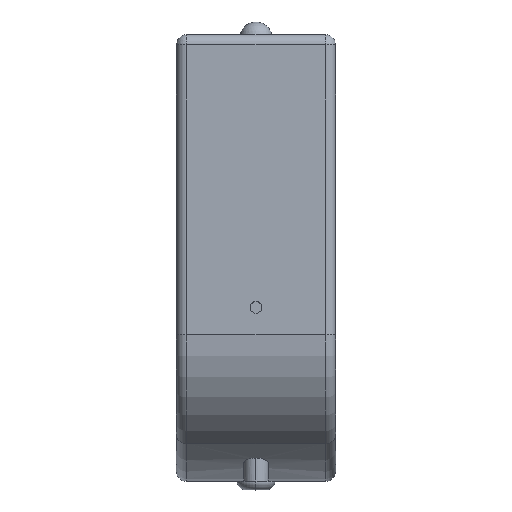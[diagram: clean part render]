
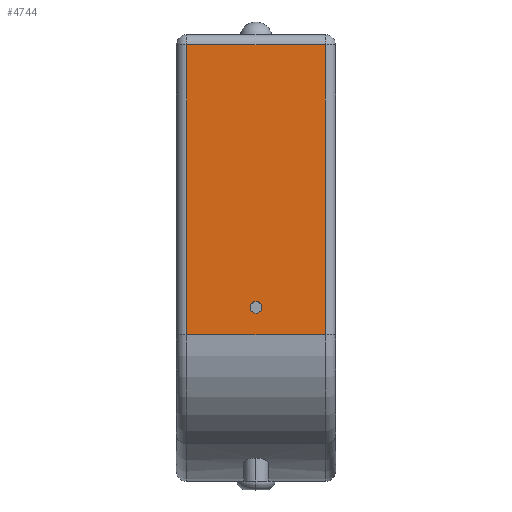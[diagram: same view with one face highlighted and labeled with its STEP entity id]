
A CAD part, top view. The second image highlights one B-rep face of the part: STEP entity #4744.
In plain terms, the highlighted planar face has unit normal (0, 0, 1).
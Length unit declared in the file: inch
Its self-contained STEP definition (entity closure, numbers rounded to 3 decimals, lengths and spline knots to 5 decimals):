
#322 = CIRCLE ( 'NONE', #5442, 0.023 ) ;
#487 = AXIS2_PLACEMENT_3D ( 'NONE', #1754, #2787, #6126 ) ;
#720 = DIRECTION ( 'NONE',  ( 0., 1., 0. ) ) ;
#954 = CARTESIAN_POINT ( 'NONE',  ( 0.289, 0.68, 0. ) ) ;
#964 = CARTESIAN_POINT ( 'NONE',  ( 0.584, 1.71, 0. ) ) ;
#1082 = CARTESIAN_POINT ( 'NONE',  ( 0.335, 0.68, 0. ) ) ;
#1196 = CARTESIAN_POINT ( 'NONE',  ( 0.624, 1.71, 0. ) ) ;
#1331 = CIRCLE ( 'NONE', #4844, 0.023 ) ;
#1351 = CARTESIAN_POINT ( 'NONE',  ( 0.312, 0.68, 0. ) ) ;
#1614 = VECTOR ( 'NONE', #720, 39.37008 ) ;
#1736 = EDGE_LOOP ( 'NONE', ( #6178, #3083 ) ) ;
#1754 = CARTESIAN_POINT ( 'NONE',  ( 0.624, 0.57292, 0. ) ) ;
#1758 = VERTEX_POINT ( 'NONE', #954 ) ;
#1765 = VERTEX_POINT ( 'NONE', #964 ) ;
#1766 = CARTESIAN_POINT ( 'NONE',  ( 0.584, 0.57292, 0. ) ) ;
#1818 = ORIENTED_EDGE ( 'NONE', *, *, #4068, .T. ) ;
#1872 = DIRECTION ( 'NONE',  ( 1., 0., 0. ) ) ;
#2100 = VERTEX_POINT ( 'NONE', #3940 ) ;
#2624 = EDGE_CURVE ( 'NONE', #1758, #6249, #322, .T. ) ;
#2737 = DIRECTION ( 'NONE',  ( 0., 0., 1. ) ) ;
#2787 = DIRECTION ( 'NONE',  ( 0., 0., -1. ) ) ;
#2904 = FACE_OUTER_BOUND ( 'NONE', #5922, .T. ) ;
#3083 = ORIENTED_EDGE ( 'NONE', *, *, #2624, .F. ) ;
#3235 = DIRECTION ( 'NONE',  ( -1., 0., 0. ) ) ;
#3484 = CARTESIAN_POINT ( 'NONE',  ( 0.04, 1.71, 0. ) ) ;
#3606 = VECTOR ( 'NONE', #3235, 39.37008 ) ;
#3694 = LINE ( 'NONE', #1196, #3880 ) ;
#3879 = EDGE_CURVE ( 'NONE', #6249, #1758, #1331, .T. ) ;
#3880 = VECTOR ( 'NONE', #4732, 39.37008 ) ;
#3887 = EDGE_CURVE ( 'NONE', #1765, #4147, #3694, .T. ) ;
#3940 = CARTESIAN_POINT ( 'NONE',  ( 0.04, 0.57292, 0. ) ) ;
#3963 = EDGE_CURVE ( 'NONE', #4147, #2100, #6057, .T. ) ;
#3965 = ORIENTED_EDGE ( 'NONE', *, *, #4032, .F. ) ;
#4032 = EDGE_CURVE ( 'NONE', #5838, #2100, #6275, .T. ) ;
#4068 = EDGE_CURVE ( 'NONE', #5838, #1765, #6134, .T. ) ;
#4147 = VERTEX_POINT ( 'NONE', #3484 ) ;
#4484 = CARTESIAN_POINT ( 'NONE',  ( 0.584, 0.57292, 0. ) ) ;
#4648 = DIRECTION ( 'NONE',  ( 0., -1., 0. ) ) ;
#4732 = DIRECTION ( 'NONE',  ( -1., 0., 0. ) ) ;
#4744 = ADVANCED_FACE ( 'NONE', ( #5203, #2904 ), #5684, .F. ) ;
#4844 = AXIS2_PLACEMENT_3D ( 'NONE', #5626, #2737, #6079 ) ;
#4869 = DIRECTION ( 'NONE',  ( 0., 0., 1. ) ) ;
#5014 = ORIENTED_EDGE ( 'NONE', *, *, #3963, .T. ) ;
#5116 = CARTESIAN_POINT ( 'NONE',  ( 0.04, 0.57292, 0. ) ) ;
#5203 = FACE_BOUND ( 'NONE', #1736, .T. ) ;
#5372 = ORIENTED_EDGE ( 'NONE', *, *, #3887, .T. ) ;
#5442 = AXIS2_PLACEMENT_3D ( 'NONE', #1351, #4869, #1872 ) ;
#5626 = CARTESIAN_POINT ( 'NONE',  ( 0.312, 0.68, 0. ) ) ;
#5639 = CARTESIAN_POINT ( 'NONE',  ( 0.624, 0.57292, 0. ) ) ;
#5684 = PLANE ( 'NONE',  #487 ) ;
#5781 = VECTOR ( 'NONE', #4648, 39.37008 ) ;
#5838 = VERTEX_POINT ( 'NONE', #4484 ) ;
#5922 = EDGE_LOOP ( 'NONE', ( #5372, #5014, #3965, #1818 ) ) ;
#6057 = LINE ( 'NONE', #5116, #5781 ) ;
#6079 = DIRECTION ( 'NONE',  ( 1., 0., 0. ) ) ;
#6126 = DIRECTION ( 'NONE',  ( -1., 0., 0. ) ) ;
#6134 = LINE ( 'NONE', #1766, #1614 ) ;
#6178 = ORIENTED_EDGE ( 'NONE', *, *, #3879, .F. ) ;
#6249 = VERTEX_POINT ( 'NONE', #1082 ) ;
#6275 = LINE ( 'NONE', #5639, #3606 ) ;
